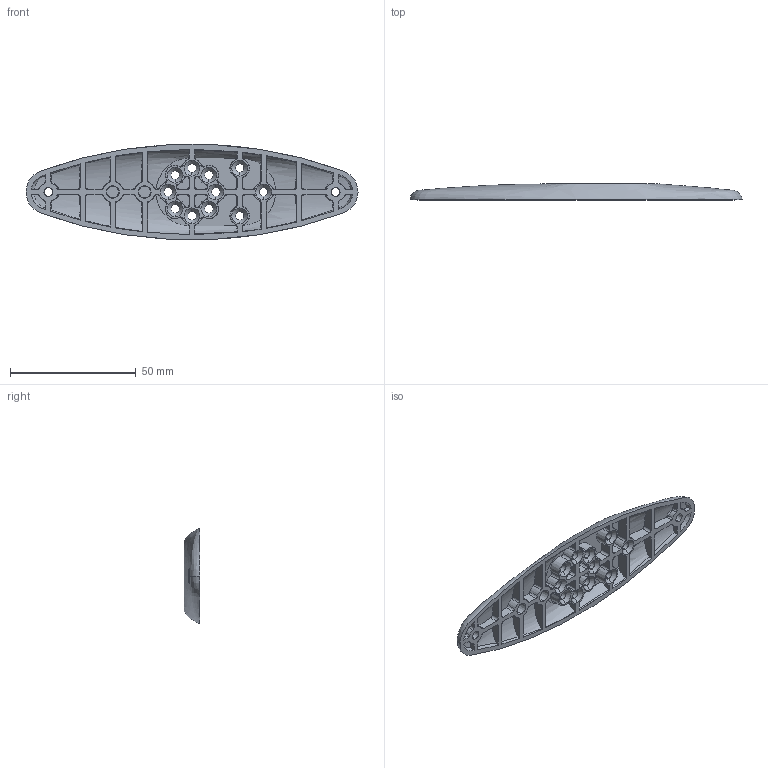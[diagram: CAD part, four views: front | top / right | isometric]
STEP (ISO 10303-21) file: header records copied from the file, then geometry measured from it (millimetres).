
FILE_DESCRIPTION (( 'STEP AP203' ), '1' );
FILE_NAME ('T100-P-BRACKET-R1.STEP', '2014-08-22T16:06:54', ( 'rjehangir' ), ( '' ), 'SwSTEP 2.0', 'SolidWorks 2012', '' );
FILE_SCHEMA (( 'CONFIG_CONTROL_DESIGN' ));
Length unit declared in the file: millimetre
Products named in the file (1): T100-P-BRACKET-R1
Bounding box: 132.08 x 6.35 x 37.96 mm (x, y, z)
Volume: 11867.4 mm3; surface area: 11843.3 mm2
Topology: 1 solids, 1 shells, 338 faces, 914 edges, 602 vertices
Faces by surface type: bspline 122, cone 110, plane 84, cylinder 22
Entity records: 32529 total; most frequent: CARTESIAN_POINT 25281, ORIENTED_EDGE 1828, DIRECTION 978, EDGE_CURVE 914, VERTEX_POINT 602, B_SPLINE_CURVE_WITH_KNOTS 524, AXIS2_PLACEMENT_3D 395, EDGE_LOOP 388
